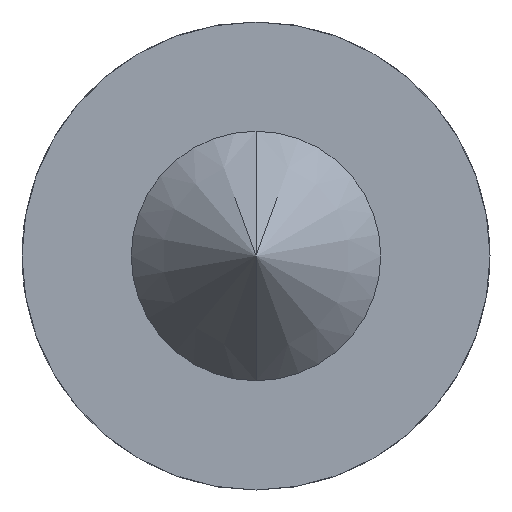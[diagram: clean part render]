
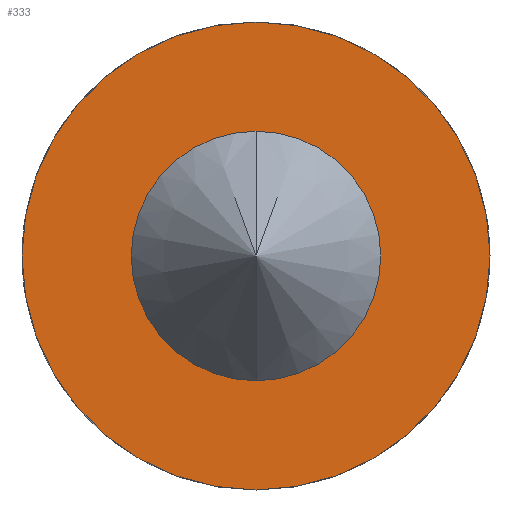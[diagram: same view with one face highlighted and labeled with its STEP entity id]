
A CAD part, front view. The second image highlights one B-rep face of the part: STEP entity #333.
In plain terms, the highlighted planar face has unit normal (0, -1, 0).
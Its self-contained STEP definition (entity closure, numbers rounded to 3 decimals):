
#12 = AXIS2_PLACEMENT_3D ( 'NONE', #241, #240, #237 ) ;
#21 = AXIS2_PLACEMENT_3D ( 'NONE', #397, #396, #395 ) ;
#89 = FACE_OUTER_BOUND ( 'NONE', #124, .T. ) ;
#90 = FACE_BOUND ( 'NONE', #125, .T. ) ;
#124 = EDGE_LOOP ( 'NONE', ( #449, #450 ) ) ;
#125 = EDGE_LOOP ( 'NONE', ( #447, #448 ) ) ;
#163 = CARTESIAN_POINT ( 'NONE',  ( 0., 0., 7.5 ) ) ;
#167 = CARTESIAN_POINT ( 'NONE',  ( 0., 0., -7.5 ) ) ;
#171 = CARTESIAN_POINT ( 'NONE',  ( 0., 0., 3. ) ) ;
#173 = CARTESIAN_POINT ( 'NONE',  ( 0., 0., -3. ) ) ;
#182 = DIRECTION ( 'NONE',  ( 0., -1., 0. ) ) ;
#183 = CARTESIAN_POINT ( 'NONE',  ( 0., 0., 3. ) ) ;
#187 = PLANE ( 'NONE',  #402 ) ;
#237 = DIRECTION ( 'NONE',  ( 0., 0., 1. ) ) ;
#240 = DIRECTION ( 'NONE',  ( 0., 1., 0. ) ) ;
#241 = CARTESIAN_POINT ( 'NONE',  ( 0., 0., 0. ) ) ;
#261 = DIRECTION ( 'NONE',  ( 0., 0., -1. ) ) ;
#267 = DIRECTION ( 'NONE',  ( 0., 1., 0. ) ) ;
#273 = CARTESIAN_POINT ( 'NONE',  ( 0., 0., 0. ) ) ;
#275 = DIRECTION ( 'NONE',  ( 0., 0., 1. ) ) ;
#282 = CIRCLE ( 'NONE', #21, 3. ) ;
#291 = AXIS2_PLACEMENT_3D ( 'NONE', #358, #370, #364 ) ;
#294 = CIRCLE ( 'NONE', #291, 7.5 ) ;
#304 = EDGE_CURVE ( 'NONE', #477, #476, #385, .T. ) ;
#313 = EDGE_CURVE ( 'NONE', #482, #488, #294, .T. ) ;
#321 = EDGE_CURVE ( 'NONE', #476, #477, #282, .T. ) ;
#333 = ADVANCED_FACE ( 'NONE', ( #90, #89 ), #187, .T. ) ;
#341 = EDGE_CURVE ( 'NONE', #488, #482, #404, .T. ) ;
#358 = CARTESIAN_POINT ( 'NONE',  ( 0., 0., 0. ) ) ;
#364 = DIRECTION ( 'NONE',  ( 0., 0., 1. ) ) ;
#370 = DIRECTION ( 'NONE',  ( 0., 1., 0. ) ) ;
#383 = AXIS2_PLACEMENT_3D ( 'NONE', #273, #267, #275 ) ;
#385 = CIRCLE ( 'NONE', #383, 3. ) ;
#395 = DIRECTION ( 'NONE',  ( 0., 0., 1. ) ) ;
#396 = DIRECTION ( 'NONE',  ( 0., 1., 0. ) ) ;
#397 = CARTESIAN_POINT ( 'NONE',  ( 0., 0., 0. ) ) ;
#402 = AXIS2_PLACEMENT_3D ( 'NONE', #183, #182, #261 ) ;
#404 = CIRCLE ( 'NONE', #12, 7.5 ) ;
#447 = ORIENTED_EDGE ( 'NONE', *, *, #304, .T. ) ;
#448 = ORIENTED_EDGE ( 'NONE', *, *, #321, .T. ) ;
#449 = ORIENTED_EDGE ( 'NONE', *, *, #313, .F. ) ;
#450 = ORIENTED_EDGE ( 'NONE', *, *, #341, .F. ) ;
#476 = VERTEX_POINT ( 'NONE', #173 ) ;
#477 = VERTEX_POINT ( 'NONE', #171 ) ;
#482 = VERTEX_POINT ( 'NONE', #163 ) ;
#488 = VERTEX_POINT ( 'NONE', #167 ) ;
